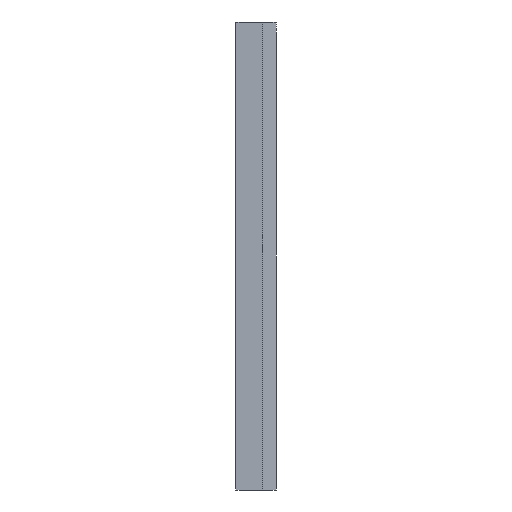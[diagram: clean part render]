
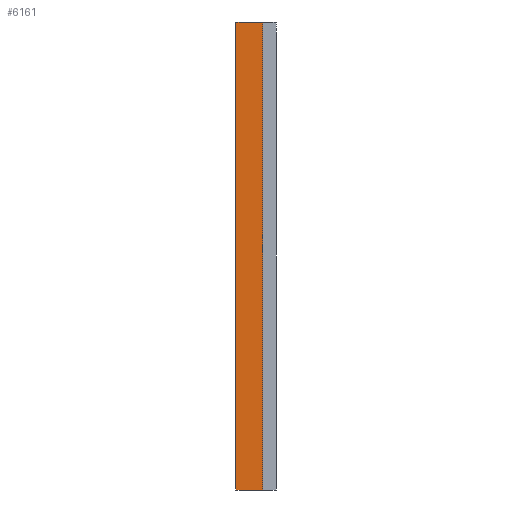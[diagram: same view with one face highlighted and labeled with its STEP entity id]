
A CAD part, left-side view. The second image highlights one B-rep face of the part: STEP entity #6161.
In plain terms, the highlighted planar face has unit normal (-1, 0, 0).
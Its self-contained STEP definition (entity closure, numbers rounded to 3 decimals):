
#397=PLANE('',#6481);
#683=FACE_OUTER_BOUND('',#1075,.T.);
#1075=EDGE_LOOP('',(#5849,#5850,#5851,#5852));
#1888=LINE('',#9628,#2708);
#1891=LINE('',#9634,#2711);
#1892=LINE('',#9636,#2712);
#1893=LINE('',#9637,#2713);
#2708=VECTOR('',#7920,10.);
#2711=VECTOR('',#7925,10.);
#2712=VECTOR('',#7926,10.);
#2713=VECTOR('',#7927,10.);
#3313=VERTEX_POINT('',#9624);
#3315=VERTEX_POINT('',#9627);
#3317=VERTEX_POINT('',#9633);
#3318=VERTEX_POINT('',#9635);
#4160=EDGE_CURVE('',#3315,#3313,#1888,.T.);
#4163=EDGE_CURVE('',#3313,#3317,#1891,.T.);
#4164=EDGE_CURVE('',#3318,#3317,#1892,.T.);
#4165=EDGE_CURVE('',#3318,#3315,#1893,.T.);
#5849=ORIENTED_EDGE('',*,*,#4160,.T.);
#5850=ORIENTED_EDGE('',*,*,#4163,.T.);
#5851=ORIENTED_EDGE('',*,*,#4164,.F.);
#5852=ORIENTED_EDGE('',*,*,#4165,.T.);
#6161=ADVANCED_FACE('',(#683),#397,.T.);
#6481=AXIS2_PLACEMENT_3D('',#9632,#7923,#7924);
#7920=DIRECTION('',(0.,0.,-1.));
#7923=DIRECTION('center_axis',(-1.,0.,0.));
#7924=DIRECTION('ref_axis',(0.,0.,1.));
#7925=DIRECTION('',(0.,-1.,0.));
#7926=DIRECTION('',(0.,0.,-1.));
#7927=DIRECTION('',(0.,1.,0.));
#9624=CARTESIAN_POINT('',(15.1,3.,0.));
#9627=CARTESIAN_POINT('',(15.1,3.,35.));
#9628=CARTESIAN_POINT('',(15.1,3.,0.));
#9632=CARTESIAN_POINT('Origin',(15.1,5.,0.));
#9633=CARTESIAN_POINT('',(15.1,1.,0.));
#9634=CARTESIAN_POINT('',(15.1,5.,0.));
#9635=CARTESIAN_POINT('',(15.1,1.,35.));
#9636=CARTESIAN_POINT('',(15.1,1.,0.));
#9637=CARTESIAN_POINT('',(15.1,5.,35.));
